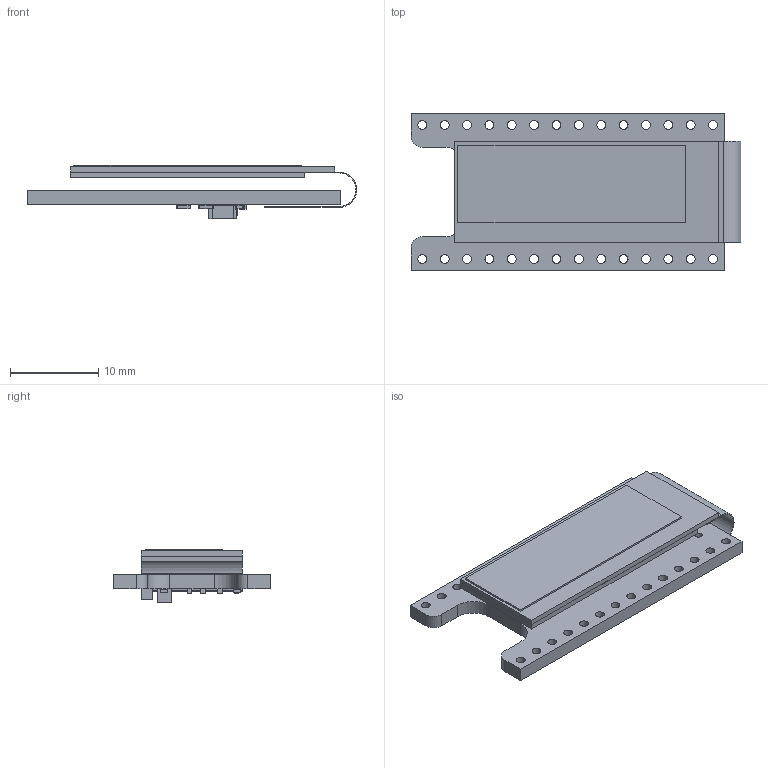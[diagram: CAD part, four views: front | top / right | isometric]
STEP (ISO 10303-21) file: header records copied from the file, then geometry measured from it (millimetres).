
FILE_DESCRIPTION(('FreeCAD Model'),'2;1');
FILE_NAME('Open CASCADE Shape Model','2022-04-26T11:48:15',('Author'),( ''),'Open CASCADE STEP processor 7.4','FreeCAD','Unknown');
FILE_SCHEMA(('AUTOMOTIVE_DESIGN { 1 0 10303 214 1 1 1 1 }'));
Length unit declared in the file: millimetre
Products named in the file (15): TeensyView; Board_Geoms_13b5; Pcb_13b5; Step_Models_13b5; Top_13b5; OLED1_TeensyViewDisplay_fa8869b7ec31; Bot_13b5; C6_C_1206_3216Metric_61704311b2b1; C1_C_0402_1005Metric_3b9e6916ef42; C5_C_0805_2012Metric_e51a7c3c36c4; R4_R_0603_1608Metric_725d2e274a9d; C3_C_0402_1005Metric_21f53ceee49e; R1_R_0603_1608Metric_aaa8af20baf7; C4_C_0402_1005Metric_6b5592f39713; C2_C_0402_1005Metric_4653b3837bb1
Assembly tree (14 placements, depth 4):
  TeensyView
    Board_Geoms_13b5
      Pcb_13b5
    Step_Models_13b5
      Top_13b5
        OLED1_TeensyViewDisplay_fa8869b7ec31
      Bot_13b5
        C6_C_1206_3216Metric_61704311b2b1
        C1_C_0402_1005Metric_3b9e6916ef42
        C5_C_0805_2012Metric_e51a7c3c36c4
        R4_R_0603_1608Metric_725d2e274a9d
        C3_C_0402_1005Metric_21f53ceee49e
        R1_R_0603_1608Metric_aaa8af20baf7
        C4_C_0402_1005Metric_6b5592f39713
        C2_C_0402_1005Metric_4653b3837bb1
Bounding box: 37.45 x 17.78 x 6.12 mm (x, y, z)
Volume: 1797.7 mm3; surface area: 6031.3 mm2
Topology: 21 solids, 21 shells, 341 faces, 853 edges, 566 vertices
Faces by surface type: plane 210, cylinder 131
Full cylindrical faces by diameter (mm): 0.381 x1, 0.8 x2, 1.016 x28
Entity records: 12302 total; most frequent: DIRECTION 1827, CARTESIAN_POINT 1775, ORIENTED_EDGE 1706, EDGE_CURVE 853, AXIS2_PLACEMENT_3D 618, LINE 591, VECTOR 591, VERTEX_POINT 566
